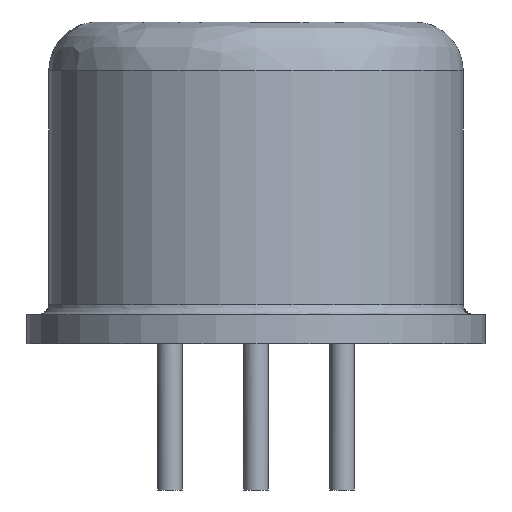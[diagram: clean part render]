
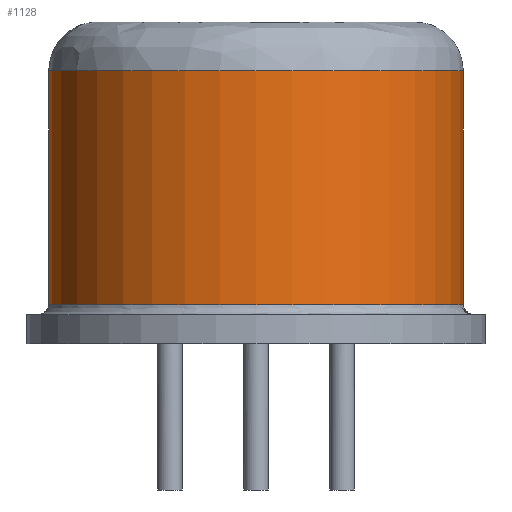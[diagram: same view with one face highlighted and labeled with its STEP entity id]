
A CAD part, front view. The second image highlights one B-rep face of the part: STEP entity #1128.
In plain terms, the highlighted cylindrical face has radius 4.25 mm (diameter 8.5 mm), a partial arc.
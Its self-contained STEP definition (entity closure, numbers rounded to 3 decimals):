
#23 = DIRECTION ( 'NONE',  ( 0., 0., 1. ) ) ;
#26 = CARTESIAN_POINT ( 'NONE',  ( 4.25, 0., 0.8 ) ) ;
#28 = LINE ( 'NONE', #26, #439 ) ;
#104 = DIRECTION ( 'NONE',  ( 0., 0., 1. ) ) ;
#116 = AXIS2_PLACEMENT_3D ( 'NONE', #986, #984, #982 ) ;
#136 = DIRECTION ( 'NONE',  ( 0., 0., 1. ) ) ;
#148 = EDGE_CURVE ( 'NONE', #1146, #1632, #742, .T. ) ;
#288 = EDGE_CURVE ( 'NONE', #789, #1113, #726, .T. ) ;
#307 = CARTESIAN_POINT ( 'NONE',  ( 0., 0., 0.8 ) ) ;
#439 = VECTOR ( 'NONE', #23, 1000. ) ;
#465 = CARTESIAN_POINT ( 'NONE',  ( -4.25, 0., 5.6 ) ) ;
#567 = CARTESIAN_POINT ( 'NONE',  ( 4.25, 0., 5.6 ) ) ;
#726 = CIRCLE ( 'NONE', #1337, 4.25 ) ;
#742 = CIRCLE ( 'NONE', #116, 4.25 ) ;
#789 = VERTEX_POINT ( 'NONE', #567 ) ;
#911 = DIRECTION ( 'NONE',  ( 1., 0., 0. ) ) ;
#914 = DIRECTION ( 'NONE',  ( 0., 0., -1. ) ) ;
#918 = CARTESIAN_POINT ( 'NONE',  ( 0., 0., 5.6 ) ) ;
#922 = CARTESIAN_POINT ( 'NONE',  ( -4.25, 0., 0.8 ) ) ;
#924 = CYLINDRICAL_SURFACE ( 'NONE', #926, 4.25 ) ;
#926 = AXIS2_PLACEMENT_3D ( 'NONE', #307, #136, #1608 ) ;
#982 = DIRECTION ( 'NONE',  ( 1., 0., 0. ) ) ;
#984 = DIRECTION ( 'NONE',  ( 0., 0., 1. ) ) ;
#986 = CARTESIAN_POINT ( 'NONE',  ( 0., 0., 0.8 ) ) ;
#993 = LINE ( 'NONE', #1333, #1014 ) ;
#1014 = VECTOR ( 'NONE', #104, 1000. ) ;
#1022 = EDGE_CURVE ( 'NONE', #1632, #789, #28, .T. ) ;
#1101 = EDGE_CURVE ( 'NONE', #1146, #1113, #993, .T. ) ;
#1113 = VERTEX_POINT ( 'NONE', #465 ) ;
#1128 = ADVANCED_FACE ( 'NONE', ( #1384 ), #924, .T. ) ;
#1146 = VERTEX_POINT ( 'NONE', #922 ) ;
#1172 = CARTESIAN_POINT ( 'NONE',  ( 4.25, 0., 0.8 ) ) ;
#1241 = ORIENTED_EDGE ( 'NONE', *, *, #1022, .T. ) ;
#1275 = ORIENTED_EDGE ( 'NONE', *, *, #1101, .F. ) ;
#1327 = EDGE_LOOP ( 'NONE', ( #1275, #1470, #1241, #1577 ) ) ;
#1333 = CARTESIAN_POINT ( 'NONE',  ( -4.25, 0., 0.8 ) ) ;
#1337 = AXIS2_PLACEMENT_3D ( 'NONE', #918, #914, #911 ) ;
#1384 = FACE_OUTER_BOUND ( 'NONE', #1327, .T. ) ;
#1470 = ORIENTED_EDGE ( 'NONE', *, *, #148, .T. ) ;
#1577 = ORIENTED_EDGE ( 'NONE', *, *, #288, .T. ) ;
#1608 = DIRECTION ( 'NONE',  ( 1., 0., 0. ) ) ;
#1632 = VERTEX_POINT ( 'NONE', #1172 ) ;
